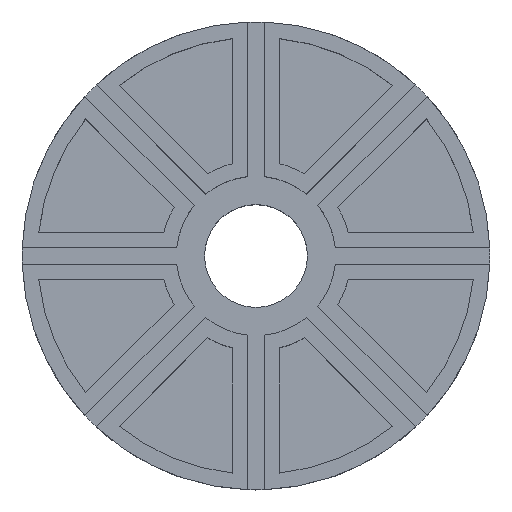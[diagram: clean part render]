
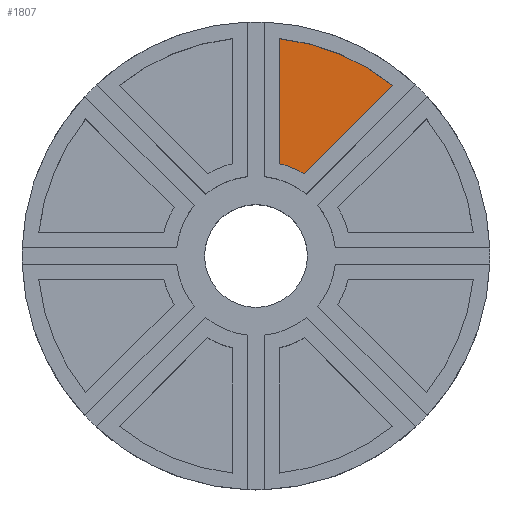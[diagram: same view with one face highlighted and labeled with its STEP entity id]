
A CAD part, top view. The second image highlights one B-rep face of the part: STEP entity #1807.
In plain terms, the highlighted planar face has unit normal (0, 0, 1).
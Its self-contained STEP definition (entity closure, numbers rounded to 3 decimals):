
#31=PLANE('',#1970);
#106=FACE_OUTER_BOUND('',#211,.T.);
#211=EDGE_LOOP('',(#1294,#1295,#1296,#1297));
#330=LINE('',#2874,#485);
#335=LINE('',#2888,#490);
#485=VECTOR('',#2278,10.);
#490=VECTOR('',#2291,10.);
#653=CIRCLE('',#1964,42.5);
#655=CIRCLE('',#1968,18.5);
#787=VERTEX_POINT('',#2872);
#788=VERTEX_POINT('',#2873);
#791=VERTEX_POINT('',#2881);
#793=VERTEX_POINT('',#2887);
#981=EDGE_CURVE('',#787,#788,#330,.T.);
#985=EDGE_CURVE('',#791,#787,#653,.T.);
#988=EDGE_CURVE('',#793,#791,#335,.T.);
#991=EDGE_CURVE('',#788,#793,#655,.T.);
#1294=ORIENTED_EDGE('',*,*,#985,.F.);
#1295=ORIENTED_EDGE('',*,*,#988,.F.);
#1296=ORIENTED_EDGE('',*,*,#991,.F.);
#1297=ORIENTED_EDGE('',*,*,#981,.F.);
#1807=ADVANCED_FACE('',(#106),#31,.T.);
#1964=AXIS2_PLACEMENT_3D('',#2882,#2284,#2285);
#1968=AXIS2_PLACEMENT_3D('',#2893,#2296,#2297);
#1970=AXIS2_PLACEMENT_3D('',#2895,#2300,#2301);
#2278=DIRECTION('',(-0.707,-0.707,0.));
#2284=DIRECTION('center_axis',(0.,0.,-1.));
#2285=DIRECTION('ref_axis',(0.626,0.779,0.));
#2291=DIRECTION('',(0.,1.,0.));
#2296=DIRECTION('center_axis',(0.,0.,1.));
#2297=DIRECTION('ref_axis',(0.509,0.861,0.));
#2300=DIRECTION('center_axis',(0.,0.,1.));
#2301=DIRECTION('ref_axis',(1.,0.,0.));
#2872=CARTESIAN_POINT('',(26.623,33.128,23.));
#2873=CARTESIAN_POINT('',(9.418,15.923,23.));
#2874=CARTESIAN_POINT('',(22.86,29.365,23.));
#2881=CARTESIAN_POINT('',(4.6,42.25,23.));
#2882=CARTESIAN_POINT('Origin',(0.,0.,
23.));
#2887=CARTESIAN_POINT('',(4.6,17.919,23.));
#2888=CARTESIAN_POINT('',(4.6,23.503,23.));
#2893=CARTESIAN_POINT('Origin',(0.,0.,
23.));
#2895=CARTESIAN_POINT('Origin',(15.611,29.087,23.));
